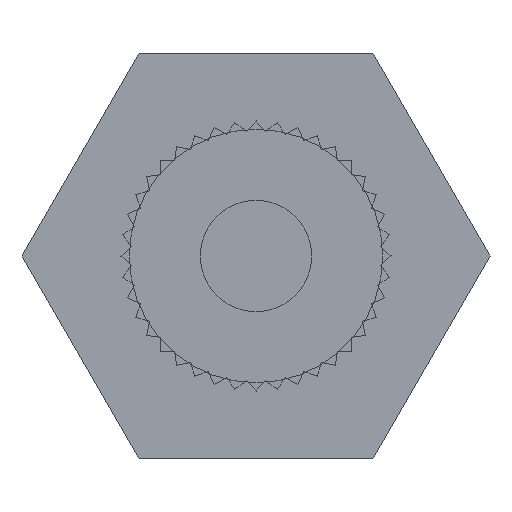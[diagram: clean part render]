
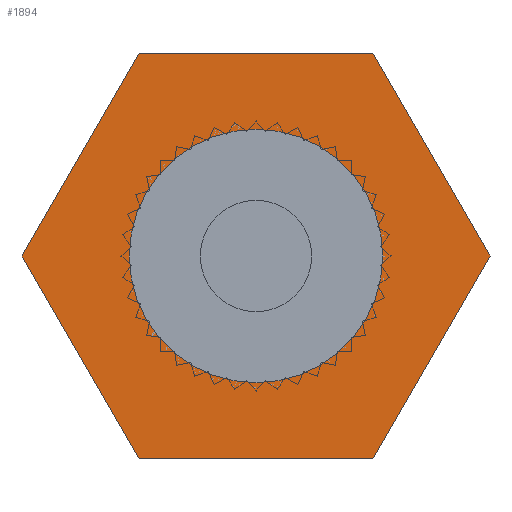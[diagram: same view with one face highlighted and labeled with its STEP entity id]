
A CAD part, front view. The second image highlights one B-rep face of the part: STEP entity #1894.
In plain terms, the highlighted planar face has unit normal (0, -1, 0).
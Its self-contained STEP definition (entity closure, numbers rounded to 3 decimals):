
#33=FACE_BOUND('',#243,.T.);
#44=PLANE('',#2027);
#141=FACE_OUTER_BOUND('',#242,.T.);
#242=EDGE_LOOP('',(#1374,#1375,#1376,#1377,#1378,#1379));
#243=EDGE_LOOP('',(#1380));
#339=LINE('',#2644,#603);
#343=LINE('',#2652,#607);
#346=LINE('',#2658,#610);
#349=LINE('',#2664,#613);
#352=LINE('',#2670,#616);
#355=LINE('',#2675,#619);
#603=VECTOR('',#2152,1000.);
#607=VECTOR('',#2158,1000.);
#610=VECTOR('',#2163,1000.);
#613=VECTOR('',#2168,1000.);
#616=VECTOR('',#2173,1000.);
#619=VECTOR('',#2178,1000.);
#869=CIRCLE('',#2019,3.75);
#879=VERTEX_POINT('',#2638);
#880=VERTEX_POINT('',#2642);
#881=VERTEX_POINT('',#2643);
#884=VERTEX_POINT('',#2651);
#886=VERTEX_POINT('',#2657);
#888=VERTEX_POINT('',#2663);
#890=VERTEX_POINT('',#2669);
#1065=EDGE_CURVE('',#879,#879,#869,.T.);
#1066=EDGE_CURVE('',#880,#881,#339,.T.);
#1070=EDGE_CURVE('',#881,#884,#343,.T.);
#1073=EDGE_CURVE('',#884,#886,#346,.T.);
#1076=EDGE_CURVE('',#886,#888,#349,.T.);
#1079=EDGE_CURVE('',#888,#890,#352,.T.);
#1082=EDGE_CURVE('',#890,#880,#355,.T.);
#1374=ORIENTED_EDGE('',*,*,#1066,.F.);
#1375=ORIENTED_EDGE('',*,*,#1082,.F.);
#1376=ORIENTED_EDGE('',*,*,#1079,.F.);
#1377=ORIENTED_EDGE('',*,*,#1076,.F.);
#1378=ORIENTED_EDGE('',*,*,#1073,.F.);
#1379=ORIENTED_EDGE('',*,*,#1070,.F.);
#1380=ORIENTED_EDGE('',*,*,#1065,.F.);
#1894=ADVANCED_FACE('',(#141,#33),#44,.F.);
#2019=AXIS2_PLACEMENT_3D('',#2640,#2148,#2149);
#2027=AXIS2_PLACEMENT_3D('',#2678,#2182,#2183);
#2148=DIRECTION('center_axis',(0.,-1.,0.));
#2149=DIRECTION('ref_axis',(0.,0.,-1.));
#2152=DIRECTION('',(0.5,0.,-0.866));
#2158=DIRECTION('',(-0.5,0.,-0.866));
#2163=DIRECTION('',(-1.,0.,0.));
#2168=DIRECTION('',(-0.5,0.,0.866));
#2173=DIRECTION('',(0.5,0.,0.866));
#2178=DIRECTION('',(1.,0.,0.));
#2182=DIRECTION('center_axis',(0.,1.,0.));
#2183=DIRECTION('ref_axis',(0.,0.,1.));
#2638=CARTESIAN_POINT('',(0.,-12.5,3.75));
#2640=CARTESIAN_POINT('Origin',(0.,-12.5,0.));
#2642=CARTESIAN_POINT('',(3.464,-12.5,6.));
#2643=CARTESIAN_POINT('',(6.928,-12.5,0.));
#2644=CARTESIAN_POINT('',(3.464,-12.5,6.));
#2651=CARTESIAN_POINT('',(3.464,-12.5,-6.));
#2652=CARTESIAN_POINT('',(6.928,-12.5,0.));
#2657=CARTESIAN_POINT('',(-3.464,-12.5,-6.));
#2658=CARTESIAN_POINT('',(3.464,-12.5,-6.));
#2663=CARTESIAN_POINT('',(-6.928,-12.5,0.));
#2664=CARTESIAN_POINT('',(-3.464,-12.5,-6.));
#2669=CARTESIAN_POINT('',(-3.464,-12.5,6.));
#2670=CARTESIAN_POINT('',(-6.928,-12.5,0.));
#2675=CARTESIAN_POINT('',(-3.464,-12.5,6.));
#2678=CARTESIAN_POINT('Origin',(0.,-12.5,0.));
